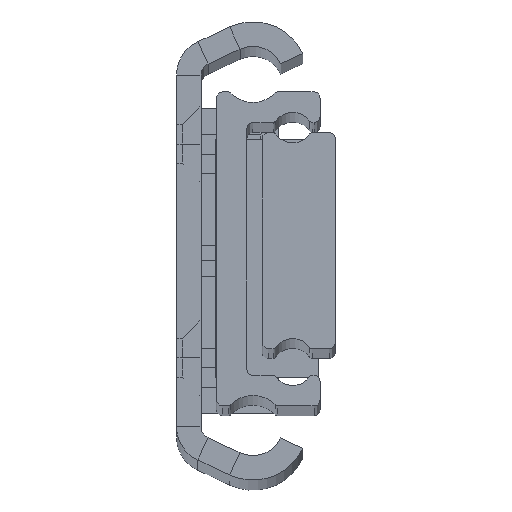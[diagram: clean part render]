
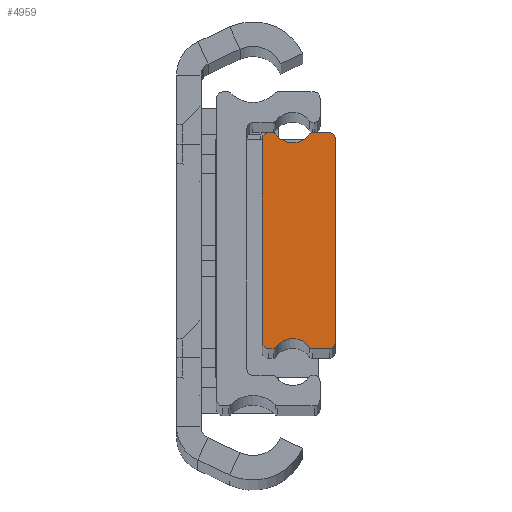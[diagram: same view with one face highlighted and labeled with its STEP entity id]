
A CAD part, top view. The second image highlights one B-rep face of the part: STEP entity #4959.
In plain terms, the highlighted planar face has unit normal (0, 0, 1).
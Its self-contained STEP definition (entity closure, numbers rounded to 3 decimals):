
#33 = CIRCLE ( 'NONE', #1551, 1. ) ;
#112 = DIRECTION ( 'NONE',  ( 0., 0., 1. ) ) ;
#180 = CIRCLE ( 'NONE', #3068, 0.5 ) ;
#187 = DIRECTION ( 'NONE',  ( 0., 0., 1. ) ) ;
#328 = CARTESIAN_POINT ( 'NONE',  ( -10.203, -17.688, 0. ) ) ;
#330 = AXIS2_PLACEMENT_3D ( 'NONE', #955, #3403, #2182 ) ;
#404 = ORIENTED_EDGE ( 'NONE', *, *, #3122, .T. ) ;
#422 = EDGE_CURVE ( 'NONE', #4317, #4465, #3683, .T. ) ;
#425 = CARTESIAN_POINT ( 'NONE',  ( -3.797, -17.688, 0. ) ) ;
#427 = EDGE_LOOP ( 'NONE', ( #404, #4316, #1423, #3035, #5104, #2314, #4665, #4651, #3487, #3693, #2719, #3907, #4057, #815, #2878, #4167 ) ) ;
#437 = CARTESIAN_POINT ( 'NONE',  ( -7., 19.412, 0. ) ) ;
#548 = DIRECTION ( 'NONE',  ( 0., -1., 0. ) ) ;
#589 = CIRCLE ( 'NONE', #3575, 3.4 ) ;
#593 = CIRCLE ( 'NONE', #1025, 0.5 ) ;
#606 = FACE_OUTER_BOUND ( 'NONE', #427, .T. ) ;
#638 = EDGE_CURVE ( 'NONE', #3670, #1564, #4907, .T. ) ;
#703 = LINE ( 'NONE', #4379, #3583 ) ;
#815 = ORIENTED_EDGE ( 'NONE', *, *, #1126, .T. ) ;
#856 = DIRECTION ( 'NONE',  ( 0., 1., 0. ) ) ;
#886 = CARTESIAN_POINT ( 'NONE',  ( -4.208, 17.473, 0. ) ) ;
#955 = CARTESIAN_POINT ( 'NONE',  ( -11., 16.687, 0. ) ) ;
#973 = EDGE_CURVE ( 'NONE', #4919, #4516, #593, .T. ) ;
#985 = CARTESIAN_POINT ( 'NONE',  ( -1., 16.688, 0. ) ) ;
#986 = PLANE ( 'NONE',  #5194 ) ;
#1001 = CARTESIAN_POINT ( 'NONE',  ( -1., -16.688, 0. ) ) ;
#1025 = AXIS2_PLACEMENT_3D ( 'NONE', #2650, #2993, #1845 ) ;
#1126 = EDGE_CURVE ( 'NONE', #1564, #4919, #589, .T. ) ;
#1166 = DIRECTION ( 'NONE',  ( 0., 0., -1. ) ) ;
#1255 = EDGE_CURVE ( 'NONE', #4006, #3082, #2903, .T. ) ;
#1312 = CARTESIAN_POINT ( 'NONE',  ( -12., 16.688, 0. ) ) ;
#1330 = CIRCLE ( 'NONE', #330, 1. ) ;
#1399 = DIRECTION ( 'NONE',  ( 1., 0., 0. ) ) ;
#1423 = ORIENTED_EDGE ( 'NONE', *, *, #1255, .T. ) ;
#1453 = CARTESIAN_POINT ( 'NONE',  ( -11., 17.688, 0. ) ) ;
#1458 = CARTESIAN_POINT ( 'NONE',  ( -3.797, -17.688, 0. ) ) ;
#1488 = AXIS2_PLACEMENT_3D ( 'NONE', #4199, #1773, #4642 ) ;
#1551 = AXIS2_PLACEMENT_3D ( 'NONE', #1001, #4273, #1715 ) ;
#1564 = VERTEX_POINT ( 'NONE', #886 ) ;
#1616 = DIRECTION ( 'NONE',  ( -1., 0., 0. ) ) ;
#1687 = CARTESIAN_POINT ( 'NONE',  ( 0., -16.688, 0. ) ) ;
#1715 = DIRECTION ( 'NONE',  ( 1., 0., 0. ) ) ;
#1718 = CARTESIAN_POINT ( 'NONE',  ( -11., -17.687, 0. ) ) ;
#1773 = DIRECTION ( 'NONE',  ( 0., 0., 1. ) ) ;
#1828 = EDGE_CURVE ( 'NONE', #4498, #4310, #180, .T. ) ;
#1841 = EDGE_CURVE ( 'NONE', #3080, #1876, #4427, .T. ) ;
#1845 = DIRECTION ( 'NONE',  ( 1., 0., 0. ) ) ;
#1876 = VERTEX_POINT ( 'NONE', #3563 ) ;
#1968 = AXIS2_PLACEMENT_3D ( 'NONE', #985, #187, #1399 ) ;
#2068 = EDGE_CURVE ( 'NONE', #3284, #4006, #2946, .T. ) ;
#2079 = CARTESIAN_POINT ( 'NONE',  ( 0., -16.688, 0. ) ) ;
#2127 = EDGE_CURVE ( 'NONE', #2727, #4317, #33, .T. ) ;
#2182 = DIRECTION ( 'NONE',  ( 1., 0., 0. ) ) ;
#2213 = CARTESIAN_POINT ( 'NONE',  ( -12., -16.687, 0. ) ) ;
#2248 = LINE ( 'NONE', #1458, #2381 ) ;
#2314 = ORIENTED_EDGE ( 'NONE', *, *, #4155, .T. ) ;
#2376 = DIRECTION ( 'NONE',  ( 1., 0., 0. ) ) ;
#2381 = VECTOR ( 'NONE', #3098, 1000. ) ;
#2492 = LINE ( 'NONE', #4948, #5026 ) ;
#2609 = CARTESIAN_POINT ( 'NONE',  ( -11., 16.687, 0. ) ) ;
#2650 = CARTESIAN_POINT ( 'NONE',  ( -10.203, 17.188, 0. ) ) ;
#2710 = CARTESIAN_POINT ( 'NONE',  ( -3.797, -17.188, 0. ) ) ;
#2719 = ORIENTED_EDGE ( 'NONE', *, *, #3983, .T. ) ;
#2727 = VERTEX_POINT ( 'NONE', #3730 ) ;
#2847 = CARTESIAN_POINT ( 'NONE',  ( -10.203, -17.188, 0. ) ) ;
#2878 = ORIENTED_EDGE ( 'NONE', *, *, #973, .T. ) ;
#2903 = CIRCLE ( 'NONE', #3157, 1. ) ;
#2946 = LINE ( 'NONE', #1312, #3083 ) ;
#2957 = EDGE_CURVE ( 'NONE', #4310, #2727, #2248, .T. ) ;
#2993 = DIRECTION ( 'NONE',  ( 0., 0., 1. ) ) ;
#3028 = DIRECTION ( 'NONE',  ( 1., 0., 0. ) ) ;
#3035 = ORIENTED_EDGE ( 'NONE', *, *, #4518, .T. ) ;
#3045 = DIRECTION ( 'NONE',  ( 1., 0., 0. ) ) ;
#3068 = AXIS2_PLACEMENT_3D ( 'NONE', #2710, #4225, #3028 ) ;
#3080 = VERTEX_POINT ( 'NONE', #328 ) ;
#3082 = VERTEX_POINT ( 'NONE', #1718 ) ;
#3083 = VECTOR ( 'NONE', #548, 1000. ) ;
#3098 = DIRECTION ( 'NONE',  ( 1., 0., 0. ) ) ;
#3122 = EDGE_CURVE ( 'NONE', #4183, #3284, #1330, .T. ) ;
#3157 = AXIS2_PLACEMENT_3D ( 'NONE', #4554, #112, #3364 ) ;
#3165 = CARTESIAN_POINT ( 'NONE',  ( -4.208, -17.473, 0. ) ) ;
#3237 = VECTOR ( 'NONE', #3951, 1000. ) ;
#3284 = VERTEX_POINT ( 'NONE', #3557 ) ;
#3337 = AXIS2_PLACEMENT_3D ( 'NONE', #2847, #4783, #5150 ) ;
#3364 = DIRECTION ( 'NONE',  ( 1., 0., 0. ) ) ;
#3403 = DIRECTION ( 'NONE',  ( 0., 0., 1. ) ) ;
#3487 = ORIENTED_EDGE ( 'NONE', *, *, #2127, .T. ) ;
#3529 = CARTESIAN_POINT ( 'NONE',  ( 0., 16.688, 0. ) ) ;
#3549 = CARTESIAN_POINT ( 'NONE',  ( -3.797, 17.688, 0. ) ) ;
#3557 = CARTESIAN_POINT ( 'NONE',  ( -12., 16.688, 0. ) ) ;
#3563 = CARTESIAN_POINT ( 'NONE',  ( -9.792, -17.473, 0. ) ) ;
#3575 = AXIS2_PLACEMENT_3D ( 'NONE', #437, #3900, #4741 ) ;
#3583 = VECTOR ( 'NONE', #3045, 1000. ) ;
#3641 = EDGE_CURVE ( 'NONE', #4516, #4183, #4402, .T. ) ;
#3670 = VERTEX_POINT ( 'NONE', #3549 ) ;
#3683 = LINE ( 'NONE', #2079, #4209 ) ;
#3693 = ORIENTED_EDGE ( 'NONE', *, *, #422, .T. ) ;
#3730 = CARTESIAN_POINT ( 'NONE',  ( -1., -17.688, 0. ) ) ;
#3754 = CARTESIAN_POINT ( 'NONE',  ( -9.792, 17.473, 0. ) ) ;
#3828 = CIRCLE ( 'NONE', #4168, 3.4 ) ;
#3896 = CARTESIAN_POINT ( 'NONE',  ( -10.203, 17.688, 0. ) ) ;
#3900 = DIRECTION ( 'NONE',  ( 0., 0., -1. ) ) ;
#3907 = ORIENTED_EDGE ( 'NONE', *, *, #4904, .T. ) ;
#3951 = DIRECTION ( 'NONE',  ( -1., 0., 0. ) ) ;
#3983 = EDGE_CURVE ( 'NONE', #4465, #4941, #4002, .T. ) ;
#4002 = CIRCLE ( 'NONE', #1968, 1. ) ;
#4006 = VERTEX_POINT ( 'NONE', #2213 ) ;
#4057 = ORIENTED_EDGE ( 'NONE', *, *, #638, .T. ) ;
#4155 = EDGE_CURVE ( 'NONE', #1876, #4498, #3828, .T. ) ;
#4167 = ORIENTED_EDGE ( 'NONE', *, *, #3641, .T. ) ;
#4168 = AXIS2_PLACEMENT_3D ( 'NONE', #4361, #1166, #2376 ) ;
#4183 = VERTEX_POINT ( 'NONE', #1453 ) ;
#4199 = CARTESIAN_POINT ( 'NONE',  ( -3.797, 17.188, 0. ) ) ;
#4209 = VECTOR ( 'NONE', #856, 1000. ) ;
#4225 = DIRECTION ( 'NONE',  ( 0., 0., 1. ) ) ;
#4227 = DIRECTION ( 'NONE',  ( 0., 0., 1. ) ) ;
#4273 = DIRECTION ( 'NONE',  ( 0., 0., 1. ) ) ;
#4310 = VERTEX_POINT ( 'NONE', #425 ) ;
#4316 = ORIENTED_EDGE ( 'NONE', *, *, #2068, .T. ) ;
#4317 = VERTEX_POINT ( 'NONE', #1687 ) ;
#4361 = CARTESIAN_POINT ( 'NONE',  ( -7., -19.412, 0. ) ) ;
#4379 = CARTESIAN_POINT ( 'NONE',  ( -11., -17.687, 0. ) ) ;
#4402 = LINE ( 'NONE', #3896, #3237 ) ;
#4427 = CIRCLE ( 'NONE', #3337, 0.5 ) ;
#4465 = VERTEX_POINT ( 'NONE', #3529 ) ;
#4498 = VERTEX_POINT ( 'NONE', #3165 ) ;
#4516 = VERTEX_POINT ( 'NONE', #4691 ) ;
#4518 = EDGE_CURVE ( 'NONE', #3082, #3080, #703, .T. ) ;
#4554 = CARTESIAN_POINT ( 'NONE',  ( -11., -16.687, 0. ) ) ;
#4642 = DIRECTION ( 'NONE',  ( 1., 0., 0. ) ) ;
#4651 = ORIENTED_EDGE ( 'NONE', *, *, #2957, .T. ) ;
#4665 = ORIENTED_EDGE ( 'NONE', *, *, #1828, .T. ) ;
#4691 = CARTESIAN_POINT ( 'NONE',  ( -10.203, 17.688, 0. ) ) ;
#4741 = DIRECTION ( 'NONE',  ( 1., 0., 0. ) ) ;
#4783 = DIRECTION ( 'NONE',  ( 0., 0., 1. ) ) ;
#4904 = EDGE_CURVE ( 'NONE', #4941, #3670, #2492, .T. ) ;
#4907 = CIRCLE ( 'NONE', #1488, 0.5 ) ;
#4919 = VERTEX_POINT ( 'NONE', #3754 ) ;
#4924 = CARTESIAN_POINT ( 'NONE',  ( -1., 17.688, 0. ) ) ;
#4941 = VERTEX_POINT ( 'NONE', #4924 ) ;
#4948 = CARTESIAN_POINT ( 'NONE',  ( -1., 17.688, 0. ) ) ;
#4959 = ADVANCED_FACE ( 'NONE', ( #606 ), #986, .T. ) ;
#4995 = DIRECTION ( 'NONE',  ( 1., 0., 0. ) ) ;
#5026 = VECTOR ( 'NONE', #1616, 1000. ) ;
#5104 = ORIENTED_EDGE ( 'NONE', *, *, #1841, .T. ) ;
#5150 = DIRECTION ( 'NONE',  ( 1., 0., 0. ) ) ;
#5194 = AXIS2_PLACEMENT_3D ( 'NONE', #2609, #4227, #4995 ) ;
